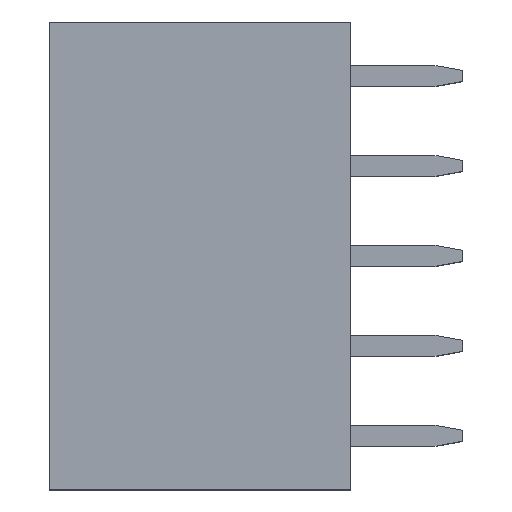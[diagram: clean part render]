
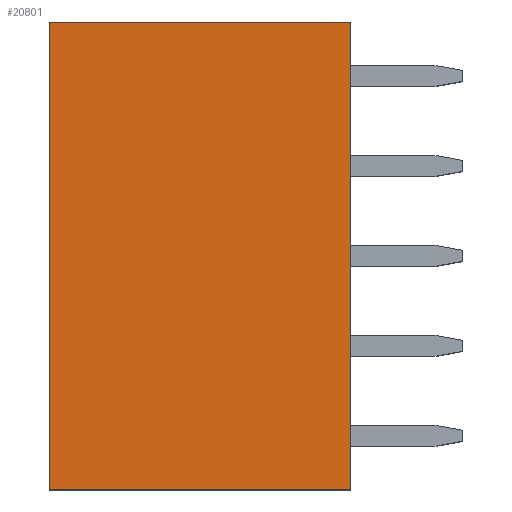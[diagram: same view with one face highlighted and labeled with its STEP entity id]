
A CAD part, top view. The second image highlights one B-rep face of the part: STEP entity #20801.
In plain terms, the highlighted planar face has unit normal (0, 0, 1).
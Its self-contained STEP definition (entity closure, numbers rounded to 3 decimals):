
#1008=FACE_OUTER_BOUND('',#2153,.T.);
#2153=EDGE_LOOP('',(#14031,#14032,#14033,#14034));
#3631=LINE('',#30240,#6221);
#3632=LINE('',#30242,#6222);
#3633=LINE('',#30244,#6223);
#3634=LINE('',#30245,#6224);
#6221=VECTOR('',#23988,1.);
#6222=VECTOR('',#23989,1.);
#6223=VECTOR('',#23990,1.);
#6224=VECTOR('',#23991,1.);
#8811=VERTEX_POINT('',#30238);
#8812=VERTEX_POINT('',#30239);
#8813=VERTEX_POINT('',#30241);
#8814=VERTEX_POINT('',#30243);
#10871=EDGE_CURVE('',#8811,#8812,#3631,.T.);
#10872=EDGE_CURVE('',#8811,#8813,#3632,.T.);
#10873=EDGE_CURVE('',#8813,#8814,#3633,.T.);
#10874=EDGE_CURVE('',#8814,#8812,#3634,.T.);
#14031=ORIENTED_EDGE('',*,*,#10871,.F.);
#14032=ORIENTED_EDGE('',*,*,#10872,.T.);
#14033=ORIENTED_EDGE('',*,*,#10873,.T.);
#14034=ORIENTED_EDGE('',*,*,#10874,.T.);
#20001=PLANE('',#21909);
#20801=ADVANCED_FACE('',(#1008),#20001,.T.);
#21909=AXIS2_PLACEMENT_3D('',#30237,#23986,#23987);
#23986=DIRECTION('center_axis',(0.,0.,1.));
#23987=DIRECTION('ref_axis',(-1.,0.,0.));
#23988=DIRECTION('',(0.,1.,0.));
#23989=DIRECTION('',(1.,0.,0.));
#23990=DIRECTION('',(0.,1.,0.));
#23991=DIRECTION('',(-1.,0.,0.));
#30237=CARTESIAN_POINT('Origin',(-8.5,101.85,2.54));
#30238=CARTESIAN_POINT('',(-8.5,25.15,2.54));
#30239=CARTESIAN_POINT('',(-8.5,38.35,2.54));
#30240=CARTESIAN_POINT('',(-8.5,101.85,2.54));
#30241=CARTESIAN_POINT('',(0.,25.15,2.54));
#30242=CARTESIAN_POINT('',(-8.5,25.15,2.54));
#30243=CARTESIAN_POINT('',(0.,38.35,2.54));
#30244=CARTESIAN_POINT('',(0.,101.85,2.54));
#30245=CARTESIAN_POINT('',(-8.5,38.35,2.54));
